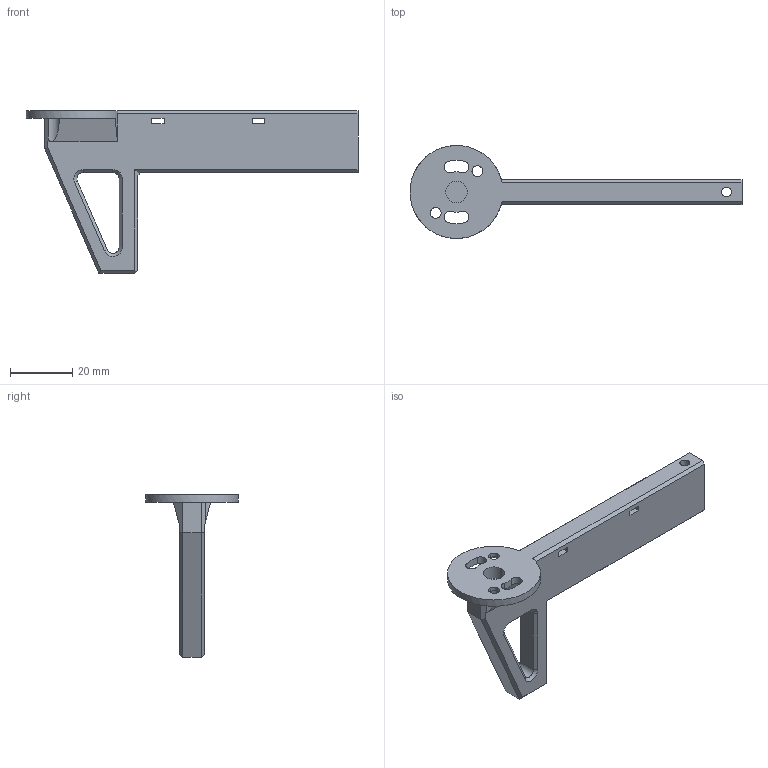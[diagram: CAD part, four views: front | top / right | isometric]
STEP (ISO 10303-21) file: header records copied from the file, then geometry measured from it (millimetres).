
FILE_DESCRIPTION(('CATIA V5 STEP Exchange'),'2;1');
FILE_NAME('Front Arm.stp','2014-11-04T01:26:15+00:00',('none'),('none'),'CATIA Version 5 Release 20 GA (IN-10)','CATIA V5 STEP AP203','none');
FILE_SCHEMA(('CONFIG_CONTROL_DESIGN'));
Length unit declared in the file: millimetre
Products named in the file (1): Front Arm
Bounding box: 107 x 29.98 x 52.5 mm (x, y, z)
Volume: 19907.3 mm3; surface area: 8875.2 mm2
Topology: 1 solids, 1 shells, 78 faces, 209 edges, 134 vertices
Faces by surface type: plane 48, cylinder 24, cone 6
Entity records: 2418 total; most frequent: CARTESIAN_POINT 497, ORIENTED_EDGE 418, DIRECTION 317, EDGE_CURVE 209, VERTEX_POINT 134, AXIS2_PLACEMENT_3D 126, VECTOR 125, LINE 125
